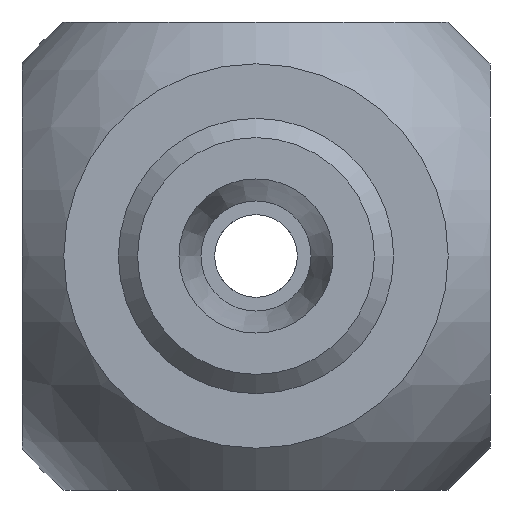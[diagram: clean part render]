
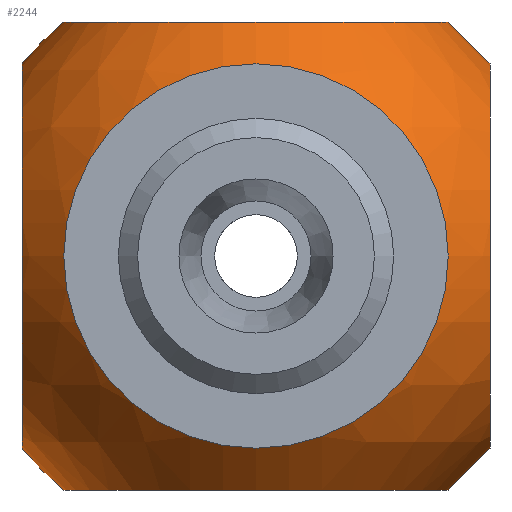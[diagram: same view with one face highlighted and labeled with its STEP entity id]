
A CAD part, left-side view. The second image highlights one B-rep face of the part: STEP entity #2244.
In plain terms, the highlighted spherical face has radius 11 mm.
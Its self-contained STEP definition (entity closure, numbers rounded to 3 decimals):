
#1674=CARTESIAN_POINT('',(8.5,0.,-6.982));
#1675=VERTEX_POINT('',#1674);
#1676=CARTESIAN_POINT('',(8.5,0.0,0.0));
#1677=DIRECTION('',(1.0,0.0,0.0));
#1678=DIRECTION('',(0.0,0.0,1.0));
#1679=AXIS2_PLACEMENT_3D('',#1676,#1677,#1678);
#1680=CIRCLE('',#1679,6.982);
#1681=EDGE_CURVE('',#1675,#1675,#1680,.T.);
#2174=CARTESIAN_POINT('',(-8.5,0.,6.982));
#2175=VERTEX_POINT('',#2174);
#2176=CARTESIAN_POINT('',(-8.5,0.0,0.0));
#2177=DIRECTION('',(-1.0,0.0,0.0));
#2178=DIRECTION('',(0.0,0.0,-1.0));
#2179=AXIS2_PLACEMENT_3D('',#2176,#2177,#2178);
#2180=CIRCLE('',#2179,6.982);
#2181=EDGE_CURVE('',#2175,#2175,#2180,.T.);
#2189=CARTESIAN_POINT('',(0.0,0.0,0.0));
#2190=DIRECTION('',(0.0,0.0,1.0));
#2191=DIRECTION('',(1.0,0.0,0.0));
#2192=AXIS2_PLACEMENT_3D('',#2189,#2190,#2191);
#2193=SPHERICAL_SURFACE('',#2192,11.0);
#2194=CARTESIAN_POINT('',(0.,6.982,-8.5));
#2195=VERTEX_POINT('',#2194);
#2196=CARTESIAN_POINT('',(0.0,0.0,-8.5));
#2197=DIRECTION('',(0.0,0.0,-1.0));
#2198=DIRECTION('',(0.0,-1.0,0.0));
#2199=AXIS2_PLACEMENT_3D('',#2196,#2197,#2198);
#2200=CIRCLE('',#2199,6.982);
#2201=EDGE_CURVE('',#2195,#2195,#2200,.T.);
#2202=ORIENTED_EDGE('',*,*,#2201,.F.);
#2203=EDGE_LOOP('',(#2202));
#2204=FACE_OUTER_BOUND('',#2203,.T.);
#2205=ORIENTED_EDGE('',*,*,#1681,.F.);
#2206=EDGE_LOOP('',(#2205));
#2207=FACE_BOUND('',#2206,.T.);
#2208=CARTESIAN_POINT('',(0.,-8.5,-6.982));
#2209=VERTEX_POINT('',#2208);
#2210=CARTESIAN_POINT('',(0.0,-8.5,0.0));
#2211=DIRECTION('',(0.0,-1.0,0.0));
#2212=DIRECTION('',(0.0,0.0,1.0));
#2213=AXIS2_PLACEMENT_3D('',#2210,#2211,#2212);
#2214=CIRCLE('',#2213,6.982);
#2215=EDGE_CURVE('',#2209,#2209,#2214,.T.);
#2216=ORIENTED_EDGE('',*,*,#2215,.F.);
#2217=EDGE_LOOP('',(#2216));
#2218=FACE_BOUND('',#2217,.T.);
#2219=ORIENTED_EDGE('',*,*,#2181,.F.);
#2220=EDGE_LOOP('',(#2219));
#2221=FACE_BOUND('',#2220,.T.);
#2222=CARTESIAN_POINT('',(0.,8.5,6.982));
#2223=VERTEX_POINT('',#2222);
#2224=CARTESIAN_POINT('',(0.0,8.5,0.0));
#2225=DIRECTION('',(0.0,1.0,0.0));
#2226=DIRECTION('',(0.0,0.0,-1.0));
#2227=AXIS2_PLACEMENT_3D('',#2224,#2225,#2226);
#2228=CIRCLE('',#2227,6.982);
#2229=EDGE_CURVE('',#2223,#2223,#2228,.T.);
#2230=ORIENTED_EDGE('',*,*,#2229,.F.);
#2231=EDGE_LOOP('',(#2230));
#2232=FACE_BOUND('',#2231,.T.);
#2233=CARTESIAN_POINT('',(0.,-6.982,8.5));
#2234=VERTEX_POINT('',#2233);
#2235=CARTESIAN_POINT('',(0.0,0.0,8.5));
#2236=DIRECTION('',(0.0,0.0,1.0));
#2237=DIRECTION('',(0.0,1.0,0.0));
#2238=AXIS2_PLACEMENT_3D('',#2235,#2236,#2237);
#2239=CIRCLE('',#2238,6.982);
#2240=EDGE_CURVE('',#2234,#2234,#2239,.T.);
#2241=ORIENTED_EDGE('',*,*,#2240,.F.);
#2242=EDGE_LOOP('',(#2241));
#2243=FACE_BOUND('',#2242,.T.);
#2244=ADVANCED_FACE('',(#2204,#2207,#2218,#2221,#2232,#2243),#2193,.T.);
